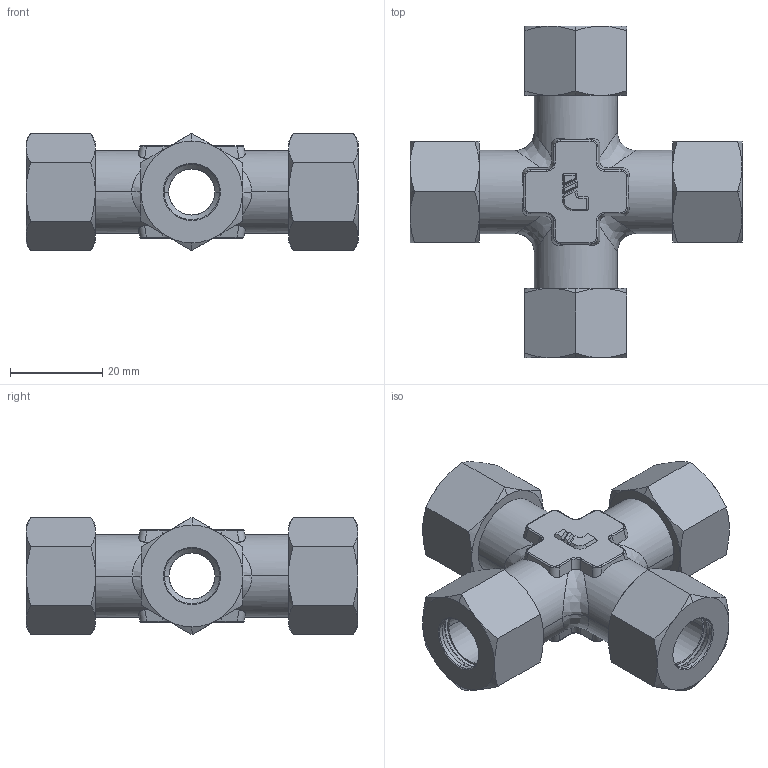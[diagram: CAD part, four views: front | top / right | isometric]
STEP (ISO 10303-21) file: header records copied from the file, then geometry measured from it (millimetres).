
FILE_DESCRIPTION(('STEP AP214'),'1');
FILE_NAME('0107_12_00.stp','2016-07-07T14:21:23',('TraceParts'),('TraceParts S.A.'),'Spatial InterOp 3D',' ',' ');
FILE_SCHEMA(('automotive_design'));
Length unit declared in the file: millimetre
Products named in the file (9): 0107-12-00_asm|0107-12-00U:1#0107-12-00U;0107-12-00U; 0107-12-00_asm|0124-12-00:1#0124-12-00;0124-12-00; 0107-12-00_asm|0124-12-00:2#0124-12-00;0124-12-00; 0107-12-00_asm|0124-12-00:3#0124-12-00;0124-12-00; 0107-12-00_asm|0124-12-00:4#0124-12-00;0124-12-00; 0107-12-00_asm|0110-12-00:1#0110-12-00;0110-12-00; 0107-12-00_asm|0110-12-00:2#0110-12-00;0110-12-00; 0107-12-00_asm|0110-12-00:3#0110-12-00;0110-12-00; 0107-12-00_asm|0110-12-00:4#0110-12-00;0110-12-00
Bounding box: 71.9 x 71.8 x 25.4 mm (x, y, z)
Volume: 29630.8 mm3; surface area: 20617.8 mm2
Topology: 9 solids, 9 shells, 397 faces, 936 edges, 550 vertices
Faces by surface type: cone 134, cylinder 120, plane 87, bspline 32, torus 24
Entity records: 17560 total; most frequent: CARTESIAN_POINT 5364, DIRECTION 1912, ORIENTED_EDGE 1856, EDGE_CURVE 928, AXIS2_PLACEMENT_3D 784, VERTEX_POINT 550, EDGE_LOOP 420, STYLED_ITEM 406
